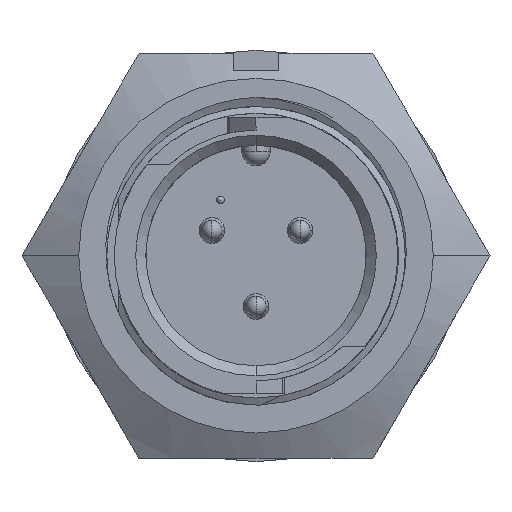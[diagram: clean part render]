
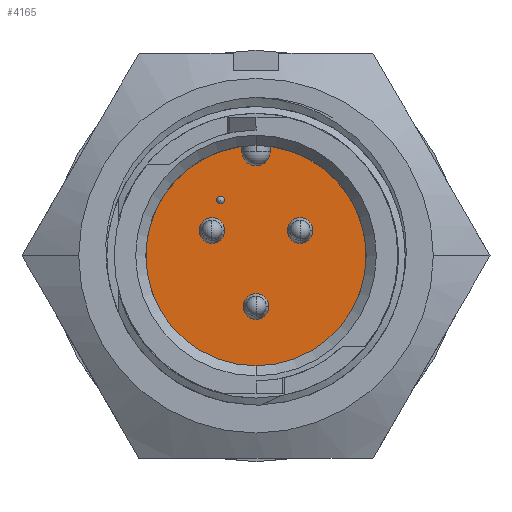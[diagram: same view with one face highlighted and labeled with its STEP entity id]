
A CAD part, top view. The second image highlights one B-rep face of the part: STEP entity #4165.
In plain terms, the highlighted planar face has unit normal (0, 0, 1).
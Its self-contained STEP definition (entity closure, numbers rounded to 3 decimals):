
#79 = EDGE_CURVE ( 'NONE', #14046, #4083, #11784, .T. ) ;
#274 = DIRECTION ( 'NONE',  ( 1., 0., 0. ) ) ;
#476 = CARTESIAN_POINT ( 'NONE',  ( 0.711, 5.479, -8.382 ) ) ;
#491 = CARTESIAN_POINT ( 'NONE',  ( -2.852, 1.27, -8.382 ) ) ;
#1114 = AXIS2_PLACEMENT_3D ( 'NONE', #4289, #9848, #3179 ) ;
#1462 = CIRCLE ( 'NONE', #9885, 0.19 ) ;
#1591 = CARTESIAN_POINT ( 'NONE',  ( -1.778, 2.603, -8.382 ) ) ;
#1617 = EDGE_LOOP ( 'NONE', ( #3048, #8160 ) ) ;
#1654 = VERTEX_POINT ( 'NONE', #7936 ) ;
#1961 = EDGE_CURVE ( 'NONE', #12489, #7347, #7585, .T. ) ;
#2162 = CARTESIAN_POINT ( 'NONE',  ( 1.567, 1.27, -8.382 ) ) ;
#2193 = AXIS2_PLACEMENT_3D ( 'NONE', #5092, #7422, #5161 ) ;
#2564 = VERTEX_POINT ( 'NONE', #11430 ) ;
#2622 = VECTOR ( 'NONE', #14100, 1000. ) ;
#2725 = VERTEX_POINT ( 'NONE', #491 ) ;
#2904 = ORIENTED_EDGE ( 'NONE', *, *, #11148, .T. ) ;
#2926 = DIRECTION ( 'NONE',  ( 0., 0., 1. ) ) ;
#3048 = ORIENTED_EDGE ( 'NONE', *, *, #7755, .F. ) ;
#3091 = DIRECTION ( 'NONE',  ( 0., 0., 1. ) ) ;
#3179 = DIRECTION ( 'NONE',  ( 0., -1., 0. ) ) ;
#3490 = EDGE_CURVE ( 'NONE', #3585, #1654, #13005, .T. ) ;
#3500 = CARTESIAN_POINT ( 'NONE',  ( -0.711, 5.479, -8.382 ) ) ;
#3585 = VERTEX_POINT ( 'NONE', #4047 ) ;
#3702 = DIRECTION ( 'NONE',  ( 1., 0., 0. ) ) ;
#3728 = EDGE_CURVE ( 'NONE', #7347, #12489, #5749, .T. ) ;
#4047 = CARTESIAN_POINT ( 'NONE',  ( -0.711, 5.22, -8.382 ) ) ;
#4064 = CARTESIAN_POINT ( 'NONE',  ( 0., -2.54, -8.382 ) ) ;
#4083 = VERTEX_POINT ( 'NONE', #2162 ) ;
#4165 = ADVANCED_FACE ( 'NONE', ( #13927, #4790, #10567, #9309, #7323 ), #13787, .F. ) ;
#4171 = EDGE_LOOP ( 'NONE', ( #9539, #8673, #2904, #10271, #4879 ) ) ;
#4209 = ORIENTED_EDGE ( 'NONE', *, *, #6566, .F. ) ;
#4259 = CARTESIAN_POINT ( 'NONE',  ( -2.21, 1.27, -8.382 ) ) ;
#4289 = CARTESIAN_POINT ( 'NONE',  ( 0., 0., -8.382 ) ) ;
#4345 = EDGE_LOOP ( 'NONE', ( #11899, #9137 ) ) ;
#4367 = EDGE_CURVE ( 'NONE', #2725, #12804, #14096, .T. ) ;
#4515 = EDGE_CURVE ( 'NONE', #1654, #7014, #9701, .T. ) ;
#4524 = DIRECTION ( 'NONE',  ( 0., 0., 1. ) ) ;
#4657 = EDGE_CURVE ( 'NONE', #2564, #9124, #7072, .T. ) ;
#4665 = CARTESIAN_POINT ( 'NONE',  ( -1.778, 2.794, -8.382 ) ) ;
#4790 = FACE_BOUND ( 'NONE', #4345, .T. ) ;
#4868 = CARTESIAN_POINT ( 'NONE',  ( -1.778, 2.794, -8.382 ) ) ;
#4879 = ORIENTED_EDGE ( 'NONE', *, *, #3490, .F. ) ;
#4890 = EDGE_CURVE ( 'NONE', #9124, #2564, #1462, .T. ) ;
#5092 = CARTESIAN_POINT ( 'NONE',  ( 2.21, 1.27, -8.382 ) ) ;
#5161 = DIRECTION ( 'NONE',  ( 1., 0., 0. ) ) ;
#5180 = CARTESIAN_POINT ( 'NONE',  ( 0.643, -2.54, -8.382 ) ) ;
#5222 = ORIENTED_EDGE ( 'NONE', *, *, #1961, .F. ) ;
#5293 = CIRCLE ( 'NONE', #6699, 5.524 ) ;
#5326 = DIRECTION ( 'NONE',  ( 1., 0., 0. ) ) ;
#5497 = AXIS2_PLACEMENT_3D ( 'NONE', #5823, #4524, #3702 ) ;
#5524 = DIRECTION ( 'NONE',  ( 0., 0., 1. ) ) ;
#5545 = CIRCLE ( 'NONE', #1114, 5.524 ) ;
#5749 = CIRCLE ( 'NONE', #6689, 0.643 ) ;
#5823 = CARTESIAN_POINT ( 'NONE',  ( -2.21, 1.27, -8.382 ) ) ;
#5898 = ORIENTED_EDGE ( 'NONE', *, *, #79, .F. ) ;
#6087 = VECTOR ( 'NONE', #11420, 1000. ) ;
#6133 = AXIS2_PLACEMENT_3D ( 'NONE', #4665, #5524, #6982 ) ;
#6156 = CARTESIAN_POINT ( 'NONE',  ( 0., 0., -8.382 ) ) ;
#6395 = DIRECTION ( 'NONE',  ( 0., 0., 1. ) ) ;
#6566 = EDGE_CURVE ( 'NONE', #4083, #14046, #12280, .T. ) ;
#6608 = AXIS2_PLACEMENT_3D ( 'NONE', #4259, #2926, #8710 ) ;
#6689 = AXIS2_PLACEMENT_3D ( 'NONE', #13753, #10384, #274 ) ;
#6699 = AXIS2_PLACEMENT_3D ( 'NONE', #12046, #6395, #7707 ) ;
#6982 = DIRECTION ( 'NONE',  ( 0., 1., 0. ) ) ;
#7014 = VERTEX_POINT ( 'NONE', #476 ) ;
#7072 = CIRCLE ( 'NONE', #6133, 0.19 ) ;
#7323 = FACE_BOUND ( 'NONE', #1617, .T. ) ;
#7347 = VERTEX_POINT ( 'NONE', #5180 ) ;
#7422 = DIRECTION ( 'NONE',  ( 0., 0., 1. ) ) ;
#7585 = CIRCLE ( 'NONE', #9462, 0.643 ) ;
#7620 = AXIS2_PLACEMENT_3D ( 'NONE', #6156, #8274, #12616 ) ;
#7707 = DIRECTION ( 'NONE',  ( 0., -1., 0. ) ) ;
#7743 = DIRECTION ( 'NONE',  ( 1., 0., 0. ) ) ;
#7755 = EDGE_CURVE ( 'NONE', #12804, #2725, #11828, .T. ) ;
#7936 = CARTESIAN_POINT ( 'NONE',  ( 0.711, 5.22, -8.382 ) ) ;
#8160 = ORIENTED_EDGE ( 'NONE', *, *, #4367, .F. ) ;
#8197 = EDGE_CURVE ( 'NONE', #8678, #10799, #5293, .T. ) ;
#8274 = DIRECTION ( 'NONE',  ( 0., 0., -1. ) ) ;
#8289 = DIRECTION ( 'NONE',  ( 0., 0., 1. ) ) ;
#8497 = DIRECTION ( 'NONE',  ( 0., 0., 1. ) ) ;
#8606 = CARTESIAN_POINT ( 'NONE',  ( 2.21, 1.27, -8.382 ) ) ;
#8673 = ORIENTED_EDGE ( 'NONE', *, *, #8197, .T. ) ;
#8678 = VERTEX_POINT ( 'NONE', #12447 ) ;
#8710 = DIRECTION ( 'NONE',  ( 1., 0., 0. ) ) ;
#9124 = VERTEX_POINT ( 'NONE', #1591 ) ;
#9137 = ORIENTED_EDGE ( 'NONE', *, *, #4890, .F. ) ;
#9309 = FACE_BOUND ( 'NONE', #9606, .T. ) ;
#9379 = CARTESIAN_POINT ( 'NONE',  ( -0.643, -2.54, -8.382 ) ) ;
#9410 = ORIENTED_EDGE ( 'NONE', *, *, #3728, .F. ) ;
#9462 = AXIS2_PLACEMENT_3D ( 'NONE', #4064, #3091, #12044 ) ;
#9537 = DIRECTION ( 'NONE',  ( 0., 1., 0. ) ) ;
#9539 = ORIENTED_EDGE ( 'NONE', *, *, #14290, .F. ) ;
#9606 = EDGE_LOOP ( 'NONE', ( #5898, #4209 ) ) ;
#9701 = LINE ( 'NONE', #12197, #2622 ) ;
#9848 = DIRECTION ( 'NONE',  ( 0., 0., 1. ) ) ;
#9885 = AXIS2_PLACEMENT_3D ( 'NONE', #4868, #8289, #9537 ) ;
#10271 = ORIENTED_EDGE ( 'NONE', *, *, #4515, .F. ) ;
#10384 = DIRECTION ( 'NONE',  ( 0., 0., 1. ) ) ;
#10385 = CARTESIAN_POINT ( 'NONE',  ( -1.567, 1.27, -8.382 ) ) ;
#10567 = FACE_BOUND ( 'NONE', #14210, .T. ) ;
#10644 = AXIS2_PLACEMENT_3D ( 'NONE', #8606, #11997, #5326 ) ;
#10799 = VERTEX_POINT ( 'NONE', #11132 ) ;
#11132 = CARTESIAN_POINT ( 'NONE',  ( 0., -5.524, -8.382 ) ) ;
#11148 = EDGE_CURVE ( 'NONE', #10799, #7014, #5545, .T. ) ;
#11250 = CARTESIAN_POINT ( 'NONE',  ( 2.852, 1.27, -8.382 ) ) ;
#11420 = DIRECTION ( 'NONE',  ( 0., -1., 0. ) ) ;
#11430 = CARTESIAN_POINT ( 'NONE',  ( -1.778, 2.984, -8.382 ) ) ;
#11784 = CIRCLE ( 'NONE', #2193, 0.643 ) ;
#11828 = CIRCLE ( 'NONE', #5497, 0.643 ) ;
#11899 = ORIENTED_EDGE ( 'NONE', *, *, #4657, .F. ) ;
#11997 = DIRECTION ( 'NONE',  ( 0., 0., 1. ) ) ;
#12044 = DIRECTION ( 'NONE',  ( 1., 0., 0. ) ) ;
#12046 = CARTESIAN_POINT ( 'NONE',  ( 0., 0., -8.382 ) ) ;
#12197 = CARTESIAN_POINT ( 'NONE',  ( 0.711, 5.22, -8.382 ) ) ;
#12280 = CIRCLE ( 'NONE', #10644, 0.643 ) ;
#12447 = CARTESIAN_POINT ( 'NONE',  ( -0.711, 5.479, -8.382 ) ) ;
#12489 = VERTEX_POINT ( 'NONE', #9379 ) ;
#12502 = LINE ( 'NONE', #3500, #6087 ) ;
#12616 = DIRECTION ( 'NONE',  ( 0., 1., 0. ) ) ;
#12804 = VERTEX_POINT ( 'NONE', #10385 ) ;
#12903 = CARTESIAN_POINT ( 'NONE',  ( 0., 5.22, -8.382 ) ) ;
#13005 = CIRCLE ( 'NONE', #14394, 0.711 ) ;
#13753 = CARTESIAN_POINT ( 'NONE',  ( 0., -2.54, -8.382 ) ) ;
#13787 = PLANE ( 'NONE',  #7620 ) ;
#13927 = FACE_OUTER_BOUND ( 'NONE', #4171, .T. ) ;
#14046 = VERTEX_POINT ( 'NONE', #11250 ) ;
#14096 = CIRCLE ( 'NONE', #6608, 0.643 ) ;
#14100 = DIRECTION ( 'NONE',  ( 0., 1., 0. ) ) ;
#14210 = EDGE_LOOP ( 'NONE', ( #9410, #5222 ) ) ;
#14290 = EDGE_CURVE ( 'NONE', #8678, #3585, #12502, .T. ) ;
#14394 = AXIS2_PLACEMENT_3D ( 'NONE', #12903, #8497, #7743 ) ;
